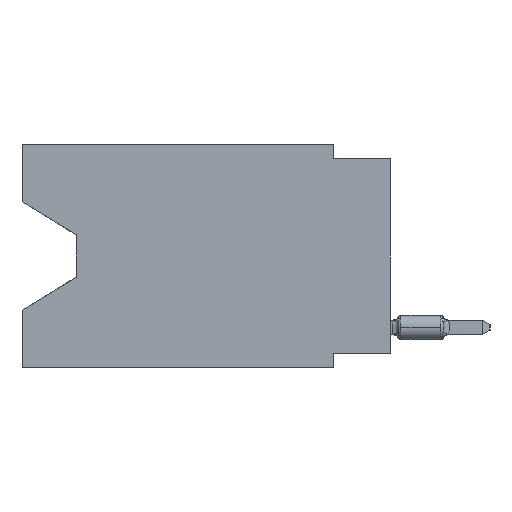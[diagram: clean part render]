
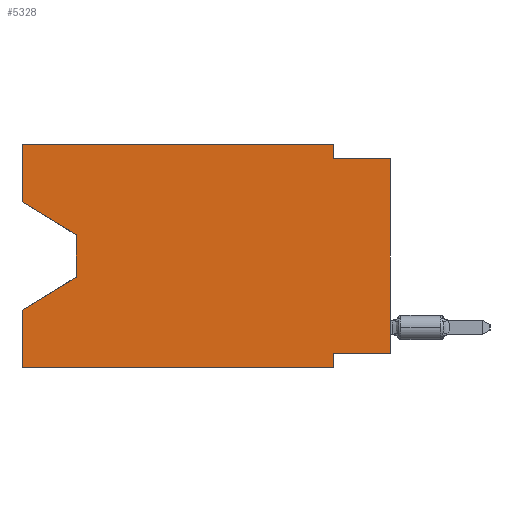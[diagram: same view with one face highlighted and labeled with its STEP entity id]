
A CAD part, left-side view. The second image highlights one B-rep face of the part: STEP entity #5328.
In plain terms, the highlighted planar face has unit normal (-1, 0, 0).
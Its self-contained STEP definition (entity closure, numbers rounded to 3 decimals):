
#1665 = VERTEX_POINT ( 'NONE', #12221 ) ;
#2093 = FACE_OUTER_BOUND ( 'NONE', #39128, .T. ) ;
#2384 = CARTESIAN_POINT ( 'NONE',  ( 0., 13.97, -5.893 ) ) ;
#2680 = VECTOR ( 'NONE', #13811, 1000. ) ;
#3175 = CARTESIAN_POINT ( 'NONE',  ( 0., 16.383, -2.546 ) ) ;
#3790 = EDGE_CURVE ( 'NONE', #48184, #49333, #26416, .T. ) ;
#5248 = ORIENTED_EDGE ( 'NONE', *, *, #16828, .T. ) ;
#5328 = ADVANCED_FACE ( 'NONE', ( #2093 ), #22541, .F. ) ;
#5458 = CARTESIAN_POINT ( 'NONE',  ( 0., 16.383, -2.546 ) ) ;
#5751 = VERTEX_POINT ( 'NONE', #45270 ) ;
#5826 = DIRECTION ( 'NONE',  ( 0., -1., 0. ) ) ;
#5943 = CARTESIAN_POINT ( 'NONE',  ( 0., 2.54, 0. ) ) ;
#6087 = CARTESIAN_POINT ( 'NONE',  ( 0., 0., -0.635 ) ) ;
#6493 = EDGE_CURVE ( 'NONE', #32895, #9508, #37549, .T. ) ;
#6564 = ORIENTED_EDGE ( 'NONE', *, *, #42276, .F. ) ;
#6682 = VERTEX_POINT ( 'NONE', #18904 ) ;
#7000 = CARTESIAN_POINT ( 'NONE',  ( 0., 16.383, 0. ) ) ;
#7308 = DIRECTION ( 'NONE',  ( 0., -0.855, -0.519 ) ) ;
#7737 = DIRECTION ( 'NONE',  ( 0., 1., 0. ) ) ;
#8315 = DIRECTION ( 'NONE',  ( 0., -1., 0. ) ) ;
#9508 = VERTEX_POINT ( 'NONE', #42657 ) ;
#9868 = DIRECTION ( 'NONE',  ( 0., 0., -1. ) ) ;
#10652 = ORIENTED_EDGE ( 'NONE', *, *, #35973, .F. ) ;
#10915 = CARTESIAN_POINT ( 'NONE',  ( 0., 16.383, 0. ) ) ;
#11271 = VECTOR ( 'NONE', #42073, 1000. ) ;
#12221 = CARTESIAN_POINT ( 'NONE',  ( 0., 2.54, -9.906 ) ) ;
#12360 = EDGE_CURVE ( 'NONE', #33631, #40377, #42274, .T. ) ;
#13811 = DIRECTION ( 'NONE',  ( 0., 0., 1. ) ) ;
#15174 = EDGE_CURVE ( 'NONE', #33631, #1665, #35260, .T. ) ;
#15402 = AXIS2_PLACEMENT_3D ( 'NONE', #45587, #37814, #9868 ) ;
#16828 = EDGE_CURVE ( 'NONE', #38521, #5751, #38889, .T. ) ;
#17336 = VERTEX_POINT ( 'NONE', #36201 ) ;
#17583 = CARTESIAN_POINT ( 'NONE',  ( 0., 16.383, -7.36 ) ) ;
#18904 = CARTESIAN_POINT ( 'NONE',  ( 0., 13.97, -5.893 ) ) ;
#18919 = DIRECTION ( 'NONE',  ( 0., -1., 0. ) ) ;
#20741 = LINE ( 'NONE', #21004, #50792 ) ;
#21004 = CARTESIAN_POINT ( 'NONE',  ( 0., 2.54, -9.906 ) ) ;
#21514 = CARTESIAN_POINT ( 'NONE',  ( 0., 0., 0. ) ) ;
#21645 = VECTOR ( 'NONE', #7737, 1000. ) ;
#22129 = VECTOR ( 'NONE', #8315, 1000. ) ;
#22145 = LINE ( 'NONE', #6087, #47570 ) ;
#22377 = VECTOR ( 'NONE', #41049, 1000. ) ;
#22541 = PLANE ( 'NONE',  #15402 ) ;
#22652 = CARTESIAN_POINT ( 'NONE',  ( 0., 16.383, 0. ) ) ;
#22735 = ORIENTED_EDGE ( 'NONE', *, *, #6493, .T. ) ;
#23419 = ORIENTED_EDGE ( 'NONE', *, *, #41281, .T. ) ;
#23455 = VECTOR ( 'NONE', #25890, 1000. ) ;
#24476 = LINE ( 'NONE', #40266, #22377 ) ;
#25054 = ORIENTED_EDGE ( 'NONE', *, *, #51049, .F. ) ;
#25890 = DIRECTION ( 'NONE',  ( 0., 0., -1. ) ) ;
#26278 = LINE ( 'NONE', #22652, #11271 ) ;
#26416 = LINE ( 'NONE', #7000, #50798 ) ;
#26645 = LINE ( 'NONE', #34925, #21645 ) ;
#32111 = CARTESIAN_POINT ( 'NONE',  ( 0., 16.383, -9.906 ) ) ;
#32844 = EDGE_CURVE ( 'NONE', #6682, #40377, #38619, .T. ) ;
#32895 = VERTEX_POINT ( 'NONE', #49995 ) ;
#33161 = DIRECTION ( 'NONE',  ( 0., 0., 1. ) ) ;
#33631 = VERTEX_POINT ( 'NONE', #32111 ) ;
#34784 = ORIENTED_EDGE ( 'NONE', *, *, #15174, .T. ) ;
#34925 = CARTESIAN_POINT ( 'NONE',  ( 0., 0., -9.271 ) ) ;
#34947 = EDGE_CURVE ( 'NONE', #49333, #44337, #41694, .T. ) ;
#35260 = LINE ( 'NONE', #47645, #22129 ) ;
#35320 = CARTESIAN_POINT ( 'NONE',  ( 0., 2.54, -0.635 ) ) ;
#35525 = VECTOR ( 'NONE', #7308, 1000. ) ;
#35973 = EDGE_CURVE ( 'NONE', #38521, #48184, #26278, .T. ) ;
#36186 = CARTESIAN_POINT ( 'NONE',  ( 0., 2.54, 0. ) ) ;
#36201 = CARTESIAN_POINT ( 'NONE',  ( 0., 2.54, -9.271 ) ) ;
#36576 = ORIENTED_EDGE ( 'NONE', *, *, #50594, .F. ) ;
#37549 = LINE ( 'NONE', #21514, #44396 ) ;
#37814 = DIRECTION ( 'NONE',  ( 1., 0., 0. ) ) ;
#38505 = ORIENTED_EDGE ( 'NONE', *, *, #3790, .F. ) ;
#38521 = VERTEX_POINT ( 'NONE', #5458 ) ;
#38619 = LINE ( 'NONE', #2384, #43984 ) ;
#38889 = LINE ( 'NONE', #3175, #35525 ) ;
#39128 = EDGE_LOOP ( 'NONE', ( #5248, #23419, #42869, #49354, #34784, #36576, #6564, #22735, #25054, #44460, #38505, #10652 ) ) ;
#40266 = CARTESIAN_POINT ( 'NONE',  ( 0., 13.97, -4.013 ) ) ;
#40377 = VERTEX_POINT ( 'NONE', #17583 ) ;
#40678 = DIRECTION ( 'NONE',  ( 0., 0., -1. ) ) ;
#41049 = DIRECTION ( 'NONE',  ( 0., 0., -1. ) ) ;
#41281 = EDGE_CURVE ( 'NONE', #5751, #6682, #24476, .T. ) ;
#41694 = LINE ( 'NONE', #5943, #23455 ) ;
#42073 = DIRECTION ( 'NONE',  ( 0., 0., 1. ) ) ;
#42274 = LINE ( 'NONE', #45393, #2680 ) ;
#42276 = EDGE_CURVE ( 'NONE', #32895, #17336, #26645, .T. ) ;
#42657 = CARTESIAN_POINT ( 'NONE',  ( 0., 0., -0.635 ) ) ;
#42869 = ORIENTED_EDGE ( 'NONE', *, *, #32844, .T. ) ;
#43984 = VECTOR ( 'NONE', #45623, 1000. ) ;
#44337 = VERTEX_POINT ( 'NONE', #35320 ) ;
#44396 = VECTOR ( 'NONE', #33161, 1000. ) ;
#44460 = ORIENTED_EDGE ( 'NONE', *, *, #34947, .F. ) ;
#45270 = CARTESIAN_POINT ( 'NONE',  ( 0., 13.97, -4.013 ) ) ;
#45393 = CARTESIAN_POINT ( 'NONE',  ( 0., 16.383, 0. ) ) ;
#45587 = CARTESIAN_POINT ( 'NONE',  ( 0., 16.383, 0. ) ) ;
#45623 = DIRECTION ( 'NONE',  ( 0., 0.855, -0.519 ) ) ;
#47570 = VECTOR ( 'NONE', #5826, 1000. ) ;
#47645 = CARTESIAN_POINT ( 'NONE',  ( 0., 16.383, -9.906 ) ) ;
#48184 = VERTEX_POINT ( 'NONE', #10915 ) ;
#49333 = VERTEX_POINT ( 'NONE', #36186 ) ;
#49354 = ORIENTED_EDGE ( 'NONE', *, *, #12360, .F. ) ;
#49995 = CARTESIAN_POINT ( 'NONE',  ( 0., 0., -9.271 ) ) ;
#50594 = EDGE_CURVE ( 'NONE', #17336, #1665, #20741, .T. ) ;
#50792 = VECTOR ( 'NONE', #40678, 1000. ) ;
#50798 = VECTOR ( 'NONE', #18919, 1000. ) ;
#51049 = EDGE_CURVE ( 'NONE', #44337, #9508, #22145, .T. ) ;
